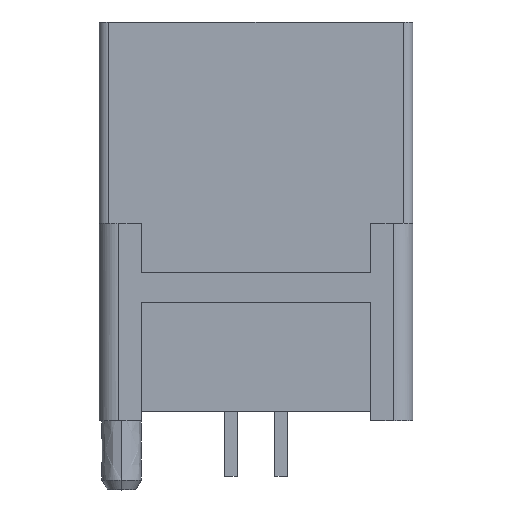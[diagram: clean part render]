
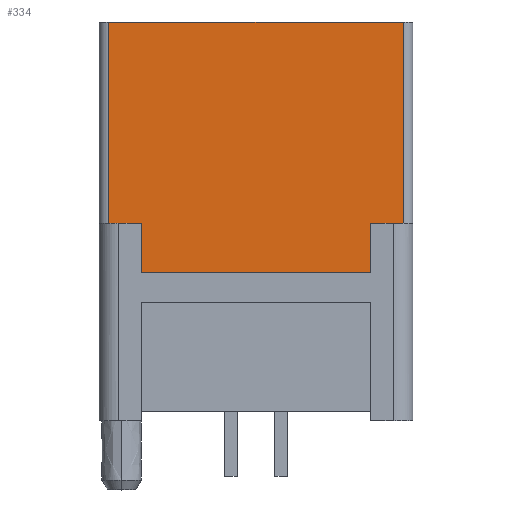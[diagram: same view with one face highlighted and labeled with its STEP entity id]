
A CAD part, left-side view. The second image highlights one B-rep face of the part: STEP entity #334.
In plain terms, the highlighted planar face has unit normal (-1, 0, 0).
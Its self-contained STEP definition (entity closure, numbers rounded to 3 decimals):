
#334=ADVANCED_FACE('',(#626),#5085,.T.);
#626=FACE_OUTER_BOUND('',#918,.T.);
#918=EDGE_LOOP('',(#1291,#1292,#1293,#1294,#1295,#1296,#1297,#1298));
#1291=ORIENTED_EDGE('',*,*,#2798,.T.);
#1292=ORIENTED_EDGE('',*,*,#2811,.F.);
#1293=ORIENTED_EDGE('',*,*,#2812,.F.);
#1294=ORIENTED_EDGE('',*,*,#2813,.F.);
#1295=ORIENTED_EDGE('',*,*,#2803,.T.);
#1296=ORIENTED_EDGE('',*,*,#2806,.T.);
#1297=ORIENTED_EDGE('',*,*,#2810,.T.);
#1298=ORIENTED_EDGE('',*,*,#2814,.F.);
#2798=EDGE_CURVE('',#4516,#4513,#3701,.T.);
#2803=EDGE_CURVE('',#4517,#4520,#3704,.T.);
#2806=EDGE_CURVE('',#4520,#4522,#3707,.T.);
#2810=EDGE_CURVE('',#4522,#4524,#3711,.T.);
#2811=EDGE_CURVE('',#4525,#4513,#3712,.T.);
#2812=EDGE_CURVE('',#4526,#4525,#3713,.T.);
#2813=EDGE_CURVE('',#4517,#4526,#3714,.T.);
#2814=EDGE_CURVE('',#4516,#4524,#3715,.T.);
#3701=B_SPLINE_CURVE_WITH_KNOTS('',1,(#6972,#6973),.UNSPECIFIED.,.F.,.F.,
(2,2),(-10.2,0.),.UNSPECIFIED.);
#3704=B_SPLINE_CURVE_WITH_KNOTS('',1,(#6984,#6985),.UNSPECIFIED.,.F.,.F.,
(2,2),(-2.5,0.),.UNSPECIFIED.);
#3707=B_SPLINE_CURVE_WITH_KNOTS('',1,(#6990,#6991),.UNSPECIFIED.,.F.,.F.,
(2,2),(-11.6,0.),.UNSPECIFIED.);
#3711=B_SPLINE_CURVE_WITH_KNOTS('',1,(#6998,#6999),.UNSPECIFIED.,.F.,.F.,
(2,2),(-2.5,0.),.UNSPECIFIED.);
#3712=B_SPLINE_CURVE_WITH_KNOTS('',1,(#7000,#7001),.UNSPECIFIED.,.F.,.F.,
(2,2),(0.,14.9),.UNSPECIFIED.);
#3713=B_SPLINE_CURVE_WITH_KNOTS('',1,(#7002,#7003),.UNSPECIFIED.,.F.,.F.,
(2,2),(-10.2,0.),.UNSPECIFIED.);
#3714=B_SPLINE_CURVE_WITH_KNOTS('',1,(#7004,#7005),.UNSPECIFIED.,.F.,.F.,
(2,2),(-1.65,0.),.UNSPECIFIED.);
#3715=B_SPLINE_CURVE_WITH_KNOTS('',1,(#7006,#7007),.UNSPECIFIED.,.F.,.F.,
(2,2),(-1.65,0.),.UNSPECIFIED.);
#4513=VERTEX_POINT('',#6513);
#4516=VERTEX_POINT('',#6516);
#4517=VERTEX_POINT('',#6517);
#4520=VERTEX_POINT('',#6520);
#4522=VERTEX_POINT('',#6522);
#4524=VERTEX_POINT('',#6524);
#4525=VERTEX_POINT('',#6525);
#4526=VERTEX_POINT('',#6526);
#5085=PLANE('',#5397);
#5397=AXIS2_PLACEMENT_3D('',#5979,#5670,$);
#5670=DIRECTION('',(-1.,0.,0.));
#5979=CARTESIAN_POINT('',(-12.05,-8.941,-13.971));
#6513=CARTESIAN_POINT('',(-12.05,-7.45,0.));
#6516=CARTESIAN_POINT('',(-12.05,-7.45,-10.2));
#6517=CARTESIAN_POINT('',(-12.05,5.8,-10.2));
#6520=CARTESIAN_POINT('',(-12.05,5.8,-12.7));
#6522=CARTESIAN_POINT('',(-12.05,-5.8,-12.7));
#6524=CARTESIAN_POINT('',(-12.05,-5.8,-10.2));
#6525=CARTESIAN_POINT('',(-12.05,7.45,0.));
#6526=CARTESIAN_POINT('',(-12.05,7.45,-10.2));
#6972=CARTESIAN_POINT('',(-12.05,-7.45,-10.2));
#6973=CARTESIAN_POINT('',(-12.05,-7.45,0.));
#6984=CARTESIAN_POINT('',(-12.05,5.8,-10.2));
#6985=CARTESIAN_POINT('',(-12.05,5.8,-12.7));
#6990=CARTESIAN_POINT('',(-12.05,5.8,-12.7));
#6991=CARTESIAN_POINT('',(-12.05,-5.8,-12.7));
#6998=CARTESIAN_POINT('',(-12.05,-5.8,-12.7));
#6999=CARTESIAN_POINT('',(-12.05,-5.8,-10.2));
#7000=CARTESIAN_POINT('',(-12.05,7.45,0.));
#7001=CARTESIAN_POINT('',(-12.05,-7.45,0.));
#7002=CARTESIAN_POINT('',(-12.05,7.45,-10.2));
#7003=CARTESIAN_POINT('',(-12.05,7.45,0.));
#7004=CARTESIAN_POINT('',(-12.05,5.8,-10.2));
#7005=CARTESIAN_POINT('',(-12.05,7.45,-10.2));
#7006=CARTESIAN_POINT('',(-12.05,-7.45,-10.2));
#7007=CARTESIAN_POINT('',(-12.05,-5.8,-10.2));
